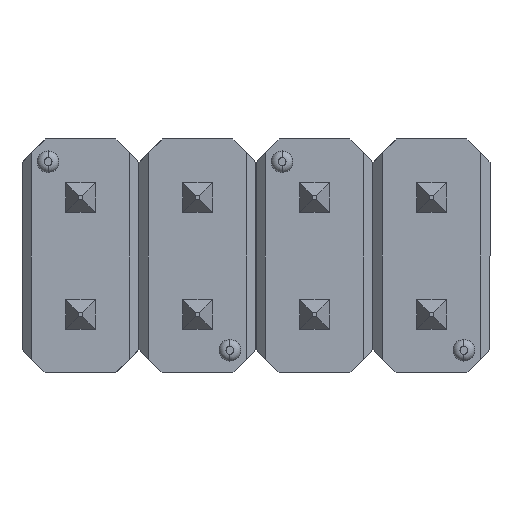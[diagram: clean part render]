
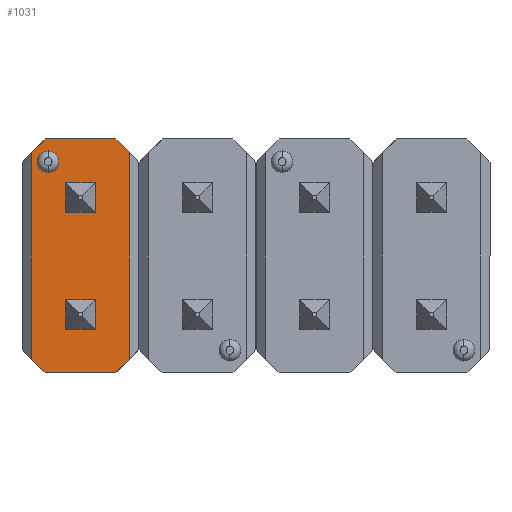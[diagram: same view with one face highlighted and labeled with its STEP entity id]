
A CAD part, front view. The second image highlights one B-rep face of the part: STEP entity #1031.
In plain terms, the highlighted planar face has unit normal (0, -1, 0).
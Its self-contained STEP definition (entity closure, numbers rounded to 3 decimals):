
#3 = CARTESIAN_POINT ( 'NONE',  ( 1.27, 0., 2.04 ) ) ;
#6 = ORIENTED_EDGE ( 'NONE', *, *, #743, .T. ) ;
#48 = LINE ( 'NONE', #918, #1610 ) ;
#57 = DIRECTION ( 'NONE',  ( 0., 0., -1. ) ) ;
#176 = ORIENTED_EDGE ( 'NONE', *, *, #1153, .T. ) ;
#200 = CARTESIAN_POINT ( 'NONE',  ( -0.704, 0., 2.047 ) ) ;
#215 = ORIENTED_EDGE ( 'NONE', *, *, #615, .T. ) ;
#241 = EDGE_CURVE ( 'NONE', #2056, #855, #415, .T. ) ;
#295 = EDGE_CURVE ( 'NONE', #1555, #518, #740, .T. ) ;
#299 = CARTESIAN_POINT ( 'NONE',  ( -0.77, 0., 2.54 ) ) ;
#316 = DIRECTION ( 'NONE',  ( -0.707, 0., 0.707 ) ) ;
#340 = DIRECTION ( 'NONE',  ( 1., 0., 0. ) ) ;
#341 = EDGE_CURVE ( 'NONE', #1756, #1136, #767, .T. ) ;
#375 = LINE ( 'NONE', #522, #2014 ) ;
#396 = DIRECTION ( 'NONE',  ( 0., 0., 1. ) ) ;
#410 = LINE ( 'NONE', #451, #1200 ) ;
#415 = LINE ( 'NONE', #1302, #1645 ) ;
#451 = CARTESIAN_POINT ( 'NONE',  ( 0.77, 0., -2.54 ) ) ;
#474 = DIRECTION ( 'NONE',  ( -0.707, 0., -0.707 ) ) ;
#485 = FACE_OUTER_BOUND ( 'NONE', #1872, .T. ) ;
#518 = VERTEX_POINT ( 'NONE', #1161 ) ;
#522 = CARTESIAN_POINT ( 'NONE',  ( -1.27, 0., -2.04 ) ) ;
#547 = CARTESIAN_POINT ( 'NONE',  ( -0.77, 0., 2.54 ) ) ;
#559 = VECTOR ( 'NONE', #1338, 1000. ) ;
#575 = CARTESIAN_POINT ( 'NONE',  ( 0., 0., 0. ) ) ;
#615 = EDGE_CURVE ( 'NONE', #2056, #1675, #410, .T. ) ;
#683 = CIRCLE ( 'NONE', #1520, 0.236 ) ;
#688 = VECTOR ( 'NONE', #316, 1000. ) ;
#730 = EDGE_CURVE ( 'NONE', #1657, #855, #375, .T. ) ;
#737 = PLANE ( 'NONE',  #1182 ) ;
#740 = LINE ( 'NONE', #3, #688 ) ;
#743 = EDGE_CURVE ( 'NONE', #1878, #978, #764, .T. ) ;
#752 = ORIENTED_EDGE ( 'NONE', *, *, #295, .T. ) ;
#764 = LINE ( 'NONE', #299, #808 ) ;
#767 = CIRCLE ( 'NONE', #1509, 0.236 ) ;
#808 = VECTOR ( 'NONE', #474, 1000. ) ;
#814 = CARTESIAN_POINT ( 'NONE',  ( 1.07, 0., -2.24 ) ) ;
#823 = CARTESIAN_POINT ( 'NONE',  ( -1.27, 0., 2.54 ) ) ;
#855 = VERTEX_POINT ( 'NONE', #1148 ) ;
#874 = CARTESIAN_POINT ( 'NONE',  ( -1.07, 0., 2.24 ) ) ;
#905 = DIRECTION ( 'NONE',  ( 0., 1., 0. ) ) ;
#918 = CARTESIAN_POINT ( 'NONE',  ( -1.07, 0., 0. ) ) ;
#978 = VERTEX_POINT ( 'NONE', #874 ) ;
#983 = EDGE_CURVE ( 'NONE', #1136, #1756, #683, .T. ) ;
#1031 = ADVANCED_FACE ( 'NONE', ( #1309, #485 ), #737, .F. ) ;
#1090 = ORIENTED_EDGE ( 'NONE', *, *, #241, .F. ) ;
#1136 = VERTEX_POINT ( 'NONE', #1213 ) ;
#1140 = ORIENTED_EDGE ( 'NONE', *, *, #730, .T. ) ;
#1148 = CARTESIAN_POINT ( 'NONE',  ( -0.77, 0., -2.54 ) ) ;
#1153 = EDGE_CURVE ( 'NONE', #978, #1657, #48, .T. ) ;
#1155 = ORIENTED_EDGE ( 'NONE', *, *, #341, .T. ) ;
#1161 = CARTESIAN_POINT ( 'NONE',  ( 0.77, 0., 2.54 ) ) ;
#1182 = AXIS2_PLACEMENT_3D ( 'NONE', #575, #905, #1952 ) ;
#1200 = VECTOR ( 'NONE', #1994, 1000. ) ;
#1213 = CARTESIAN_POINT ( 'NONE',  ( -0.704, 0., 2.282 ) ) ;
#1261 = EDGE_CURVE ( 'NONE', #1675, #1555, #1768, .T. ) ;
#1296 = DIRECTION ( 'NONE',  ( 0.707, 0., -0.707 ) ) ;
#1302 = CARTESIAN_POINT ( 'NONE',  ( -1.27, 0., -2.54 ) ) ;
#1309 = FACE_BOUND ( 'NONE', #1573, .T. ) ;
#1337 = DIRECTION ( 'NONE',  ( 0., 1., 0. ) ) ;
#1338 = DIRECTION ( 'NONE',  ( 0., 0., 1. ) ) ;
#1414 = CARTESIAN_POINT ( 'NONE',  ( 1.07, 0., 2.24 ) ) ;
#1445 = DIRECTION ( 'NONE',  ( -1., 0., 0. ) ) ;
#1509 = AXIS2_PLACEMENT_3D ( 'NONE', #1813, #1821, #1827 ) ;
#1520 = AXIS2_PLACEMENT_3D ( 'NONE', #200, #1337, #396 ) ;
#1555 = VERTEX_POINT ( 'NONE', #1414 ) ;
#1570 = CARTESIAN_POINT ( 'NONE',  ( -1.07, 0., -2.24 ) ) ;
#1573 = EDGE_LOOP ( 'NONE', ( #1155, #1894 ) ) ;
#1595 = CARTESIAN_POINT ( 'NONE',  ( -0.704, 0., 1.811 ) ) ;
#1610 = VECTOR ( 'NONE', #57, 1000. ) ;
#1631 = LINE ( 'NONE', #823, #1984 ) ;
#1645 = VECTOR ( 'NONE', #1445, 1000. ) ;
#1647 = ORIENTED_EDGE ( 'NONE', *, *, #1261, .T. ) ;
#1652 = CARTESIAN_POINT ( 'NONE',  ( 1.07, 0., 0. ) ) ;
#1657 = VERTEX_POINT ( 'NONE', #1570 ) ;
#1675 = VERTEX_POINT ( 'NONE', #814 ) ;
#1724 = EDGE_CURVE ( 'NONE', #1878, #518, #1631, .T. ) ;
#1756 = VERTEX_POINT ( 'NONE', #1595 ) ;
#1768 = LINE ( 'NONE', #1652, #559 ) ;
#1777 = CARTESIAN_POINT ( 'NONE',  ( 0.77, 0., -2.54 ) ) ;
#1813 = CARTESIAN_POINT ( 'NONE',  ( -0.704, 0., 2.047 ) ) ;
#1821 = DIRECTION ( 'NONE',  ( 0., 1., 0. ) ) ;
#1827 = DIRECTION ( 'NONE',  ( 0., 0., 1. ) ) ;
#1853 = ORIENTED_EDGE ( 'NONE', *, *, #1724, .F. ) ;
#1872 = EDGE_LOOP ( 'NONE', ( #6, #176, #1140, #1090, #215, #1647, #752, #1853 ) ) ;
#1878 = VERTEX_POINT ( 'NONE', #547 ) ;
#1894 = ORIENTED_EDGE ( 'NONE', *, *, #983, .T. ) ;
#1952 = DIRECTION ( 'NONE',  ( 0., 0., 1. ) ) ;
#1984 = VECTOR ( 'NONE', #340, 1000. ) ;
#1994 = DIRECTION ( 'NONE',  ( 0.707, 0., 0.707 ) ) ;
#2014 = VECTOR ( 'NONE', #1296, 1000. ) ;
#2056 = VERTEX_POINT ( 'NONE', #1777 ) ;
